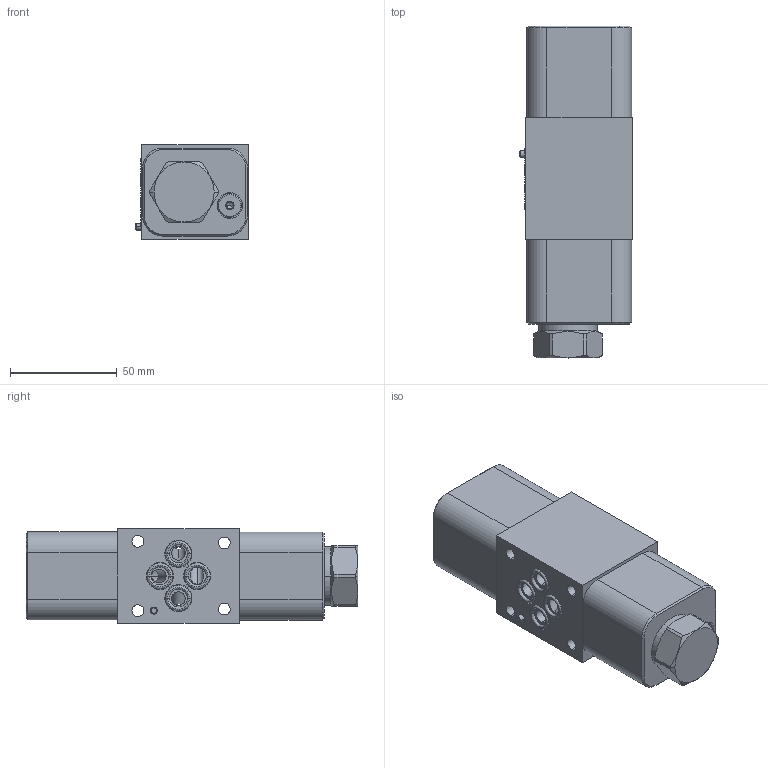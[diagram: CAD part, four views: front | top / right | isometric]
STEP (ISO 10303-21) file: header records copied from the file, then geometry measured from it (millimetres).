
FILE_DESCRIPTION((''),'2;1');
FILE_NAME('U7P_ASM','2019-09-26T',('ProEService'),(''),'PRO/ENGINEER BY PARAMETRIC TECHNOLOGY CORPORATION, 2014200','PRO/ENGINEER BY PARAMETRIC TECHNOLOGY CORPORATION, 2014200','');
FILE_SCHEMA(('CONFIG_CONTROL_DESIGN'));
Length unit declared in the file: inch
Products named in the file (6): 173-022; CXFAXCN; A330-006-002; 500-001-012; 811-001-006; U7P_ASM
Assembly tree (9 placements, depth 2):
  U7P_ASM
    173-022
    CXFAXCN
    A330-006-002  x2
    500-001-012  x4
    811-001-006
Bounding box: 52.93 x 155.57 x 44.45 mm (x, y, z)
Volume: 246115.8 mm3; surface area: 57933.3 mm2
Topology: 11 solids, 11 shells, 392 faces, 1171 edges, 956 vertices
Faces by surface type: cylinder 142, plane 97, cone 88, torus 26, revolution 24, sphere 15
Entity records: 14022 total; most frequent: CARTESIAN_POINT 4671, DIRECTION 2003, ORIENTED_EDGE 1610, EDGE_CURVE 805, AXIS2_PLACEMENT_3D 724, VECTOR 543, LINE 543, VERTEX_POINT 496
